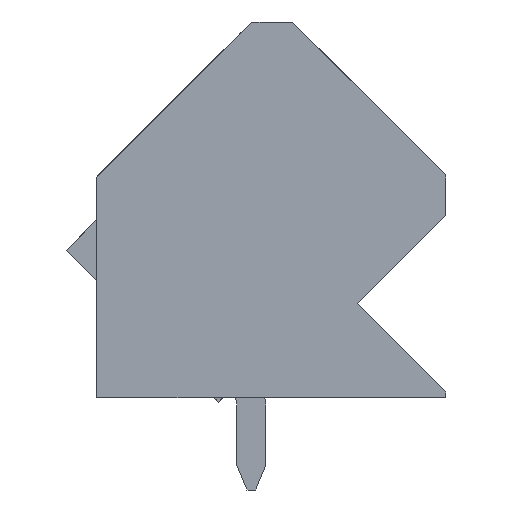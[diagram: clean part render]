
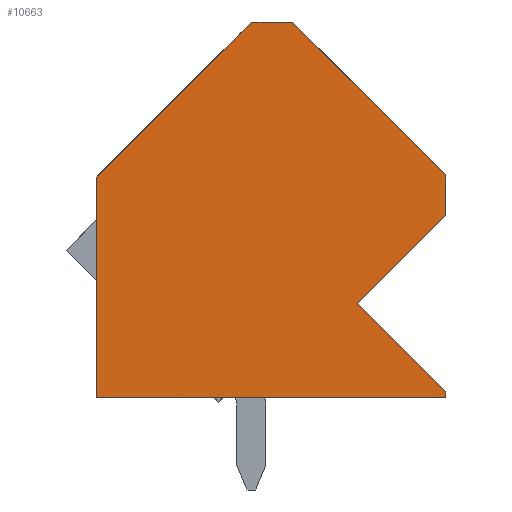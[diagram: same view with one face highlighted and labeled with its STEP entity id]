
A CAD part, left-side view. The second image highlights one B-rep face of the part: STEP entity #10663.
In plain terms, the highlighted planar face has unit normal (-1, 0, 0).
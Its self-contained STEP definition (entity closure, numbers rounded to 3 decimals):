
#10626=AXIS2_PLACEMENT_3D('Plane Axis2P3D',#10623,#10624,#10625) ;
#10472=CARTESIAN_POINT('Vertex',(0.,6.718,16.228)) ;
#10475=CARTESIAN_POINT('Line Origine',(0.,6.01,16.228)) ;
#10479=CARTESIAN_POINT('Vertex',(0.,5.303,16.228)) ;
#10515=CARTESIAN_POINT('Vertex',(0.,0.001,3.4)) ;
#10518=CARTESIAN_POINT('Line Origine',(0.,0.,3.3)) ;
#10522=CARTESIAN_POINT('Vertex',(0.,0.,3.2)) ;
#10548=CARTESIAN_POINT('Vertex',(0.,3.055,6.455)) ;
#10551=CARTESIAN_POINT('Line Origine',(0.,1.528,4.927)) ;
#10574=CARTESIAN_POINT('Vertex',(0.,0.,9.51)) ;
#10577=CARTESIAN_POINT('Line Origine',(0.,1.528,7.983)) ;
#10607=CARTESIAN_POINT('Vertex',(0.,0.,10.924)) ;
#10610=CARTESIAN_POINT('Line Origine',(0.,0.,10.217)) ;
#10623=CARTESIAN_POINT('Axis2P3D Location',(0.,0.,0.)) ;
#10628=CARTESIAN_POINT('Line Origine',(0.,9.405,13.54)) ;
#10632=CARTESIAN_POINT('Vertex',(0.,12.092,10.853)) ;
#10635=CARTESIAN_POINT('Line Origine',(0.,12.093,7.027)) ;
#10639=CARTESIAN_POINT('Vertex',(0.,12.093,3.2)) ;
#10642=CARTESIAN_POINT('Line Origine',(0.,6.046,3.2)) ;
#10647=CARTESIAN_POINT('Line Origine',(0.,2.652,13.576)) ;
#10476=DIRECTION('Vector Direction',(0.,-1.,0.)) ;
#10519=DIRECTION('Vector Direction',(0.,-0.004,-1.)) ;
#10552=DIRECTION('Vector Direction',(0.,-0.707,-0.707)) ;
#10578=DIRECTION('Vector Direction',(0.,0.707,-0.707)) ;
#10611=DIRECTION('Vector Direction',(0.,0.,-1.)) ;
#10624=DIRECTION('Axis2P3D Direction',(-1.,0.,0.)) ;
#10625=DIRECTION('Axis2P3D XDirection',(0.,0.,1.)) ;
#10629=DIRECTION('Vector Direction',(0.,-0.707,0.707)) ;
#10636=DIRECTION('Vector Direction',(0.,0.,1.)) ;
#10643=DIRECTION('Vector Direction',(0.,1.,0.)) ;
#10648=DIRECTION('Vector Direction',(0.,-0.707,-0.707)) ;
#10477=VECTOR('Line Direction',#10476,1.) ;
#10520=VECTOR('Line Direction',#10519,1.) ;
#10553=VECTOR('Line Direction',#10552,1.) ;
#10579=VECTOR('Line Direction',#10578,1.) ;
#10612=VECTOR('Line Direction',#10611,1.) ;
#10630=VECTOR('Line Direction',#10629,1.) ;
#10637=VECTOR('Line Direction',#10636,1.) ;
#10644=VECTOR('Line Direction',#10643,1.) ;
#10649=VECTOR('Line Direction',#10648,1.) ;
#10653=ORIENTED_EDGE('',*,*,#10481,.T.) ;
#10654=ORIENTED_EDGE('',*,*,#10634,.T.) ;
#10655=ORIENTED_EDGE('',*,*,#10641,.T.) ;
#10656=ORIENTED_EDGE('',*,*,#10646,.T.) ;
#10657=ORIENTED_EDGE('',*,*,#10524,.T.) ;
#10658=ORIENTED_EDGE('',*,*,#10555,.T.) ;
#10659=ORIENTED_EDGE('',*,*,#10581,.T.) ;
#10660=ORIENTED_EDGE('',*,*,#10614,.T.) ;
#10661=ORIENTED_EDGE('',*,*,#10651,.T.) ;
#10663=ADVANCED_FACE('HOUSING',(#10662),#10627,.T.) ;
#10481=EDGE_CURVE('',#10480,#10473,#10478,.F.) ;
#10524=EDGE_CURVE('',#10523,#10516,#10521,.F.) ;
#10555=EDGE_CURVE('',#10516,#10549,#10554,.F.) ;
#10581=EDGE_CURVE('',#10549,#10575,#10580,.F.) ;
#10614=EDGE_CURVE('',#10575,#10608,#10613,.F.) ;
#10634=EDGE_CURVE('',#10473,#10633,#10631,.F.) ;
#10641=EDGE_CURVE('',#10633,#10640,#10638,.F.) ;
#10646=EDGE_CURVE('',#10640,#10523,#10645,.F.) ;
#10651=EDGE_CURVE('',#10608,#10480,#10650,.F.) ;
#10652=EDGE_LOOP('',(#10653,#10654,#10655,#10656,#10657,#10658,#10659,#10660,#10661)) ;
#10662=FACE_OUTER_BOUND('',#10652,.T.) ;
#10478=LINE('Line',#10475,#10477) ;
#10521=LINE('Line',#10518,#10520) ;
#10554=LINE('Line',#10551,#10553) ;
#10580=LINE('Line',#10577,#10579) ;
#10613=LINE('Line',#10610,#10612) ;
#10631=LINE('Line',#10628,#10630) ;
#10638=LINE('Line',#10635,#10637) ;
#10645=LINE('Line',#10642,#10644) ;
#10650=LINE('Line',#10647,#10649) ;
#10627=PLANE('',#10626) ;
#10473=VERTEX_POINT('',#10472) ;
#10480=VERTEX_POINT('',#10479) ;
#10516=VERTEX_POINT('',#10515) ;
#10523=VERTEX_POINT('',#10522) ;
#10549=VERTEX_POINT('',#10548) ;
#10575=VERTEX_POINT('',#10574) ;
#10608=VERTEX_POINT('',#10607) ;
#10633=VERTEX_POINT('',#10632) ;
#10640=VERTEX_POINT('',#10639) ;
